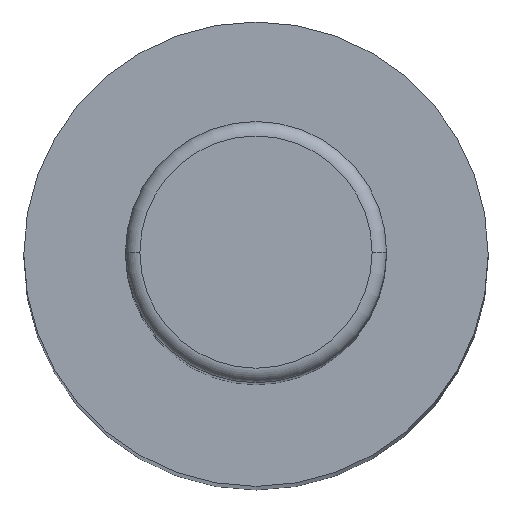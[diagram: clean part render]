
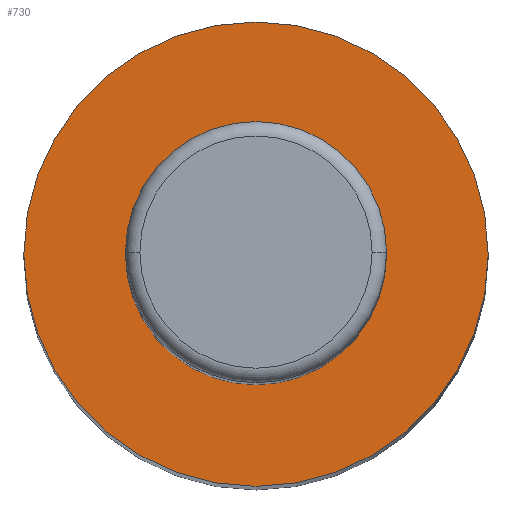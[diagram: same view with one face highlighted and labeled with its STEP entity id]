
A CAD part, top view. The second image highlights one B-rep face of the part: STEP entity #730.
In plain terms, the highlighted planar face has unit normal (0, 0, 1).
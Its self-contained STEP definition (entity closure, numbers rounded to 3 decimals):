
#1 = CIRCLE ( 'NONE', #585, 16. ) ;
#24 = VERTEX_POINT ( 'NONE', #121 ) ;
#121 = CARTESIAN_POINT ( 'NONE',  ( -9., 0., 143. ) ) ;
#138 = DIRECTION ( 'NONE',  ( 0., 0., -1. ) ) ;
#151 = EDGE_CURVE ( 'NONE', #835, #184, #774, .T. ) ;
#163 = DIRECTION ( 'NONE',  ( -1., 0., 0. ) ) ;
#184 = VERTEX_POINT ( 'NONE', #764 ) ;
#200 = CARTESIAN_POINT ( 'NONE',  ( -9., 0., 143. ) ) ;
#248 = CIRCLE ( 'NONE', #559, 9. ) ;
#270 = DIRECTION ( 'NONE',  ( 0., 0., 1. ) ) ;
#275 = CARTESIAN_POINT ( 'NONE',  ( 0., 0., 143. ) ) ;
#301 = AXIS2_PLACEMENT_3D ( 'NONE', #758, #708, #163 ) ;
#330 = FACE_BOUND ( 'NONE', #830, .T. ) ;
#350 = DIRECTION ( 'NONE',  ( -1., 0., 0. ) ) ;
#375 = EDGE_CURVE ( 'NONE', #184, #835, #1, .T. ) ;
#386 = ORIENTED_EDGE ( 'NONE', *, *, #654, .T. ) ;
#485 = PLANE ( 'NONE',  #871 ) ;
#486 = ORIENTED_EDGE ( 'NONE', *, *, #808, .T. ) ;
#537 = EDGE_LOOP ( 'NONE', ( #728, #725 ) ) ;
#550 = CARTESIAN_POINT ( 'NONE',  ( 0., 0., 143. ) ) ;
#559 = AXIS2_PLACEMENT_3D ( 'NONE', #275, #770, #350 ) ;
#585 = AXIS2_PLACEMENT_3D ( 'NONE', #732, #726, #723 ) ;
#619 = DIRECTION ( 'NONE',  ( -1., 0., 0. ) ) ;
#654 = EDGE_CURVE ( 'NONE', #711, #24, #877, .T. ) ;
#681 = FACE_OUTER_BOUND ( 'NONE', #537, .T. ) ;
#689 = CARTESIAN_POINT ( 'NONE',  ( -16., 0., 143. ) ) ;
#708 = DIRECTION ( 'NONE',  ( 0., 0., -1. ) ) ;
#711 = VERTEX_POINT ( 'NONE', #903 ) ;
#723 = DIRECTION ( 'NONE',  ( -1., 0., 0. ) ) ;
#725 = ORIENTED_EDGE ( 'NONE', *, *, #375, .F. ) ;
#726 = DIRECTION ( 'NONE',  ( 0., 0., -1. ) ) ;
#728 = ORIENTED_EDGE ( 'NONE', *, *, #151, .F. ) ;
#730 = ADVANCED_FACE ( 'NONE', ( #330, #681 ), #485, .T. ) ;
#732 = CARTESIAN_POINT ( 'NONE',  ( 0., 0., 143. ) ) ;
#758 = CARTESIAN_POINT ( 'NONE',  ( 0., 0., 143. ) ) ;
#760 = DIRECTION ( 'NONE',  ( 1., 0., 0. ) ) ;
#764 = CARTESIAN_POINT ( 'NONE',  ( 16., 0., 143. ) ) ;
#770 = DIRECTION ( 'NONE',  ( 0., 0., -1. ) ) ;
#774 = CIRCLE ( 'NONE', #301, 16. ) ;
#808 = EDGE_CURVE ( 'NONE', #24, #711, #248, .T. ) ;
#830 = EDGE_LOOP ( 'NONE', ( #486, #386 ) ) ;
#835 = VERTEX_POINT ( 'NONE', #689 ) ;
#868 = AXIS2_PLACEMENT_3D ( 'NONE', #550, #138, #619 ) ;
#871 = AXIS2_PLACEMENT_3D ( 'NONE', #200, #270, #760 ) ;
#877 = CIRCLE ( 'NONE', #868, 9. ) ;
#903 = CARTESIAN_POINT ( 'NONE',  ( 9., 0., 143. ) ) ;
